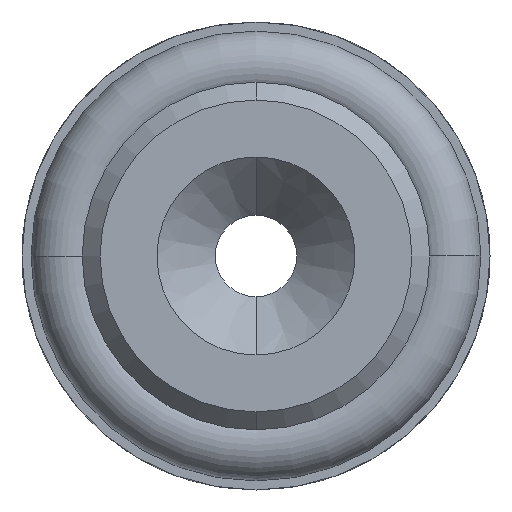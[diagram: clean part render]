
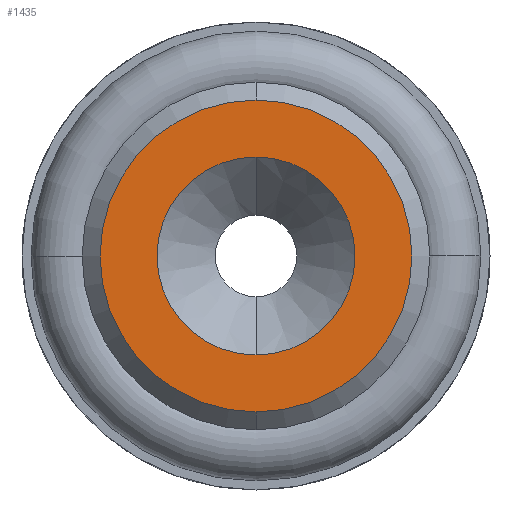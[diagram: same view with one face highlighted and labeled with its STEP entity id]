
A CAD part, front view. The second image highlights one B-rep face of the part: STEP entity #1435.
In plain terms, the highlighted planar face has unit normal (0, -1, 0).
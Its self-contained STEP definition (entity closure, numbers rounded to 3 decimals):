
#119 = DIRECTION ( 'NONE',  ( 0., 0., -1. ) ) ;
#159 = AXIS2_PLACEMENT_3D ( 'NONE', #238, #1529, #423 ) ;
#165 = FACE_BOUND ( 'NONE', #197, .T. ) ;
#189 = CARTESIAN_POINT ( 'NONE',  ( 0., -6.66, 0. ) ) ;
#197 = EDGE_LOOP ( 'NONE', ( #276, #1487 ) ) ;
#216 = CARTESIAN_POINT ( 'NONE',  ( 0., -6.66, 0. ) ) ;
#238 = CARTESIAN_POINT ( 'NONE',  ( 0., -6.66, 0. ) ) ;
#241 = VERTEX_POINT ( 'NONE', #1079 ) ;
#276 = ORIENTED_EDGE ( 'NONE', *, *, #2073, .F. ) ;
#323 = AXIS2_PLACEMENT_3D ( 'NONE', #2320, #1225, #119 ) ;
#369 = DIRECTION ( 'NONE',  ( 0., 0., -1. ) ) ;
#393 = DIRECTION ( 'NONE',  ( 0., 0., -1. ) ) ;
#423 = DIRECTION ( 'NONE',  ( 0., 0., -1. ) ) ;
#593 = AXIS2_PLACEMENT_3D ( 'NONE', #216, #1511, #393 ) ;
#694 = PLANE ( 'NONE',  #1115 ) ;
#851 = CARTESIAN_POINT ( 'NONE',  ( 0., -6.66, -2.75 ) ) ;
#890 = DIRECTION ( 'NONE',  ( 0., 0., -1. ) ) ;
#929 = VERTEX_POINT ( 'NONE', #851 ) ;
#1079 = CARTESIAN_POINT ( 'NONE',  ( 0., -6.66, 4.33 ) ) ;
#1115 = AXIS2_PLACEMENT_3D ( 'NONE', #1615, #1997, #890 ) ;
#1225 = DIRECTION ( 'NONE',  ( 0., -1., 0. ) ) ;
#1249 = CIRCLE ( 'NONE', #159, 4.33 ) ;
#1275 = ORIENTED_EDGE ( 'NONE', *, *, #2133, .T. ) ;
#1282 = CIRCLE ( 'NONE', #1750, 2.75 ) ;
#1382 = CIRCLE ( 'NONE', #323, 2.75 ) ;
#1395 = ORIENTED_EDGE ( 'NONE', *, *, #1882, .T. ) ;
#1435 = ADVANCED_FACE ( 'NONE', ( #165, #1469 ), #694, .T. ) ;
#1469 = FACE_OUTER_BOUND ( 'NONE', #2333, .T. ) ;
#1487 = ORIENTED_EDGE ( 'NONE', *, *, #1631, .F. ) ;
#1488 = DIRECTION ( 'NONE',  ( 0., -1., 0. ) ) ;
#1511 = DIRECTION ( 'NONE',  ( 0., -1., 0. ) ) ;
#1529 = DIRECTION ( 'NONE',  ( 0., -1., 0. ) ) ;
#1543 = CARTESIAN_POINT ( 'NONE',  ( 0., -6.66, -4.33 ) ) ;
#1584 = CIRCLE ( 'NONE', #593, 4.33 ) ;
#1615 = CARTESIAN_POINT ( 'NONE',  ( 0., -6.66, 0. ) ) ;
#1631 = EDGE_CURVE ( 'NONE', #1864, #929, #1382, .T. ) ;
#1750 = AXIS2_PLACEMENT_3D ( 'NONE', #189, #1488, #369 ) ;
#1789 = VERTEX_POINT ( 'NONE', #1543 ) ;
#1864 = VERTEX_POINT ( 'NONE', #1935 ) ;
#1882 = EDGE_CURVE ( 'NONE', #1789, #241, #1249, .T. ) ;
#1935 = CARTESIAN_POINT ( 'NONE',  ( 0., -6.66, 2.75 ) ) ;
#1997 = DIRECTION ( 'NONE',  ( 0., -1., 0. ) ) ;
#2073 = EDGE_CURVE ( 'NONE', #929, #1864, #1282, .T. ) ;
#2133 = EDGE_CURVE ( 'NONE', #241, #1789, #1584, .T. ) ;
#2320 = CARTESIAN_POINT ( 'NONE',  ( 0., -6.66, 0. ) ) ;
#2333 = EDGE_LOOP ( 'NONE', ( #1275, #1395 ) ) ;
